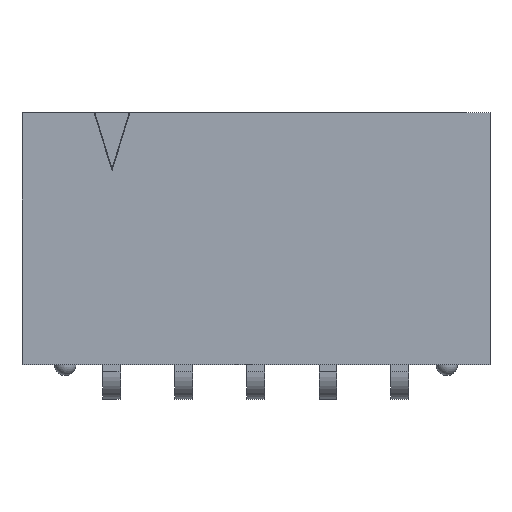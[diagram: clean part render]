
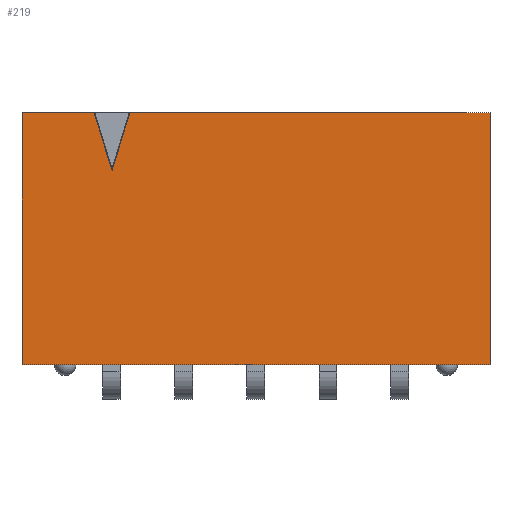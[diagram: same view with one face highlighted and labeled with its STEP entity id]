
A CAD part, top view. The second image highlights one B-rep face of the part: STEP entity #219.
In plain terms, the highlighted planar face has unit normal (0, 0, 1).
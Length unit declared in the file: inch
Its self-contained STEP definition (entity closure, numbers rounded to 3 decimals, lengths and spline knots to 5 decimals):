
#219 = ADVANCED_FACE( '', ( #513 ), #514, .F. );
#513 = FACE_OUTER_BOUND( '', #908, .T. );
#514 = PLANE( '', #909 );
#908 = EDGE_LOOP( '', ( #1317, #1318, #1319, #1320, #1321, #1322, #1323 ) );
#909 = AXIS2_PLACEMENT_3D( '', #1324, #1325, #1326 );
#1317 = ORIENTED_EDGE( '', *, *, #2497, .F. );
#1318 = ORIENTED_EDGE( '', *, *, #2498, .F. );
#1319 = ORIENTED_EDGE( '', *, *, #2499, .T. );
#1320 = ORIENTED_EDGE( '', *, *, #2500, .T. );
#1321 = ORIENTED_EDGE( '', *, *, #2501, .F. );
#1322 = ORIENTED_EDGE( '', *, *, #2502, .F. );
#1323 = ORIENTED_EDGE( '', *, *, #2503, .T. );
#1324 = CARTESIAN_POINT( '', ( 0.325, 0.35, 0.125 ) );
#1325 = DIRECTION( '', ( 0., 0., -1. ) );
#1326 = DIRECTION( '', ( -1., 0., 0. ) );
#2497 = EDGE_CURVE( '', #2993, #2994, #2995, .T. );
#2498 = EDGE_CURVE( '', #2996, #2993, #2997, .T. );
#2499 = EDGE_CURVE( '', #2996, #2998, #2999, .T. );
#2500 = EDGE_CURVE( '', #2998, #3000, #3001, .T. );
#2501 = EDGE_CURVE( '', #3002, #3000, #3003, .T. );
#2502 = EDGE_CURVE( '', #3004, #3002, #3005, .T. );
#2503 = EDGE_CURVE( '', #3004, #2994, #3006, .T. );
#2993 = VERTEX_POINT( '', #3713 );
#2994 = VERTEX_POINT( '', #3714 );
#2995 = LINE( '', #3715, #3716 );
#2996 = VERTEX_POINT( '', #3717 );
#2997 = LINE( '', #3718, #3719 );
#2998 = VERTEX_POINT( '', #3720 );
#2999 = LINE( '', #3721, #3722 );
#3000 = VERTEX_POINT( '', #3723 );
#3001 = LINE( '', #3724, #3725 );
#3002 = VERTEX_POINT( '', #3726 );
#3003 = LINE( '', #3727, #3728 );
#3004 = VERTEX_POINT( '', #3729 );
#3005 = LINE( '', #3730, #3731 );
#3006 = LINE( '', #3732, #3733 );
#3713 = CARTESIAN_POINT( '', ( -0.2, 0.27, 0.125 ) );
#3714 = CARTESIAN_POINT( '', ( -0.175, 0.35, 0.125 ) );
#3715 = CARTESIAN_POINT( '', ( -0.2, 0.27, 0.125 ) );
#3716 = VECTOR( '', #4695, 39.37008 );
#3717 = CARTESIAN_POINT( '', ( -0.225, 0.35, 0.125 ) );
#3718 = CARTESIAN_POINT( '', ( -0.225, 0.35, 0.125 ) );
#3719 = VECTOR( '', #4696, 39.37008 );
#3720 = CARTESIAN_POINT( '', ( -0.325, 0.35, 0.125 ) );
#3721 = CARTESIAN_POINT( '', ( 0.325, 0.35, 0.125 ) );
#3722 = VECTOR( '', #4697, 39.37008 );
#3723 = CARTESIAN_POINT( '', ( -0.325, 0., 0.125 ) );
#3724 = CARTESIAN_POINT( '', ( -0.325, 0.35, 0.125 ) );
#3725 = VECTOR( '', #4698, 39.37008 );
#3726 = CARTESIAN_POINT( '', ( 0.325, 0., 0.125 ) );
#3727 = CARTESIAN_POINT( '', ( 0.325, 0., 0.125 ) );
#3728 = VECTOR( '', #4699, 39.37008 );
#3729 = CARTESIAN_POINT( '', ( 0.325, 0.35, 0.125 ) );
#3730 = CARTESIAN_POINT( '', ( 0.325, 0.35, 0.125 ) );
#3731 = VECTOR( '', #4700, 39.37008 );
#3732 = CARTESIAN_POINT( '', ( 0.325, 0.35, 0.125 ) );
#3733 = VECTOR( '', #4701, 39.37008 );
#4695 = DIRECTION( '', ( 0.298, 0.954, 0. ) );
#4696 = DIRECTION( '', ( 0.298, -0.954, 0. ) );
#4697 = DIRECTION( '', ( -1., 0., 0. ) );
#4698 = DIRECTION( '', ( 0., -1., 0. ) );
#4699 = DIRECTION( '', ( -1., 0., 0. ) );
#4700 = DIRECTION( '', ( 0., -1., 0. ) );
#4701 = DIRECTION( '', ( -1., 0., 0. ) );
